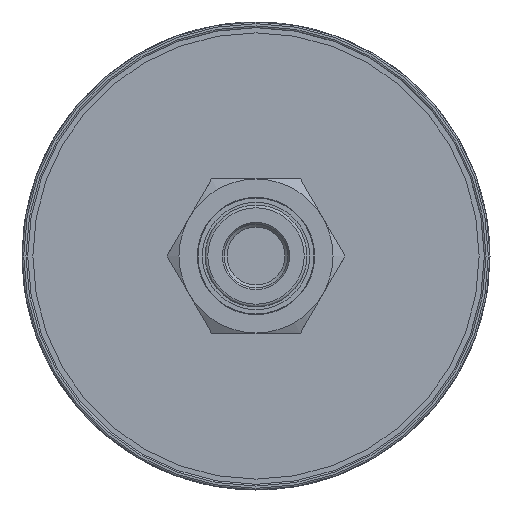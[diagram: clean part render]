
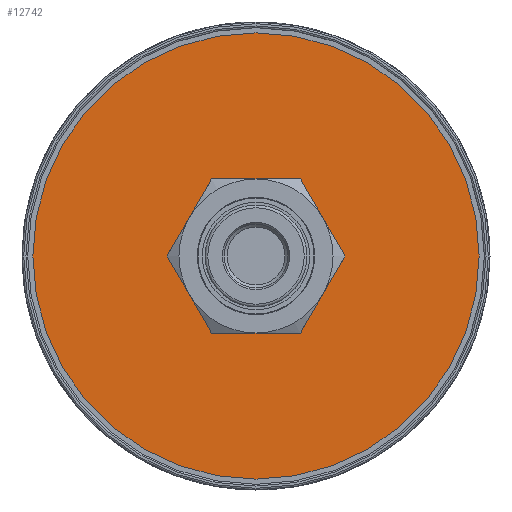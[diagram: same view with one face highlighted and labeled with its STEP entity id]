
A CAD part, front view. The second image highlights one B-rep face of the part: STEP entity #12742.
In plain terms, the highlighted planar face has unit normal (0, -1, 0).
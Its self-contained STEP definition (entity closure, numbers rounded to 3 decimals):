
#2799=FACE_BOUND('',#4114,.T.);
#3339=FACE_OUTER_BOUND('',#4113,.T.);
#4113=EDGE_LOOP('',(#10367));
#4114=EDGE_LOOP('',(#10368));
#4625=CIRCLE('',#13838,39.1);
#4626=CIRCLE('',#13839,6.35);
#5658=VERTEX_POINT('',#22961);
#5659=VERTEX_POINT('',#22963);
#7275=EDGE_CURVE('',#5658,#5658,#4625,.T.);
#7276=EDGE_CURVE('',#5659,#5659,#4626,.T.);
#10367=ORIENTED_EDGE('',*,*,#7275,.T.);
#10368=ORIENTED_EDGE('',*,*,#7276,.F.);
#11484=PLANE('',#13837);
#12742=ADVANCED_FACE('',(#3339,#2799),#11484,.F.);
#13837=AXIS2_PLACEMENT_3D('',#22960,#16873,#16874);
#13838=AXIS2_PLACEMENT_3D('',#22962,#16875,#16876);
#13839=AXIS2_PLACEMENT_3D('',#22964,#16877,#16878);
#16873=DIRECTION('center_axis',(0.,1.,0.));
#16874=DIRECTION('ref_axis',(1.,0.,0.));
#16875=DIRECTION('center_axis',(0.,-1.,0.));
#16876=DIRECTION('ref_axis',(1.,0.,0.));
#16877=DIRECTION('center_axis',(0.,-1.,0.));
#16878=DIRECTION('ref_axis',(-1.,0.,0.));
#22960=CARTESIAN_POINT('Origin',(0.,-68.9,
-17.568));
#22961=CARTESIAN_POINT('',(-39.1,-68.9,0.));
#22962=CARTESIAN_POINT('Origin',(0.,-68.9,
0.));
#22963=CARTESIAN_POINT('',(6.35,-68.9,0.));
#22964=CARTESIAN_POINT('Origin',(0.,-68.9,
0.));
